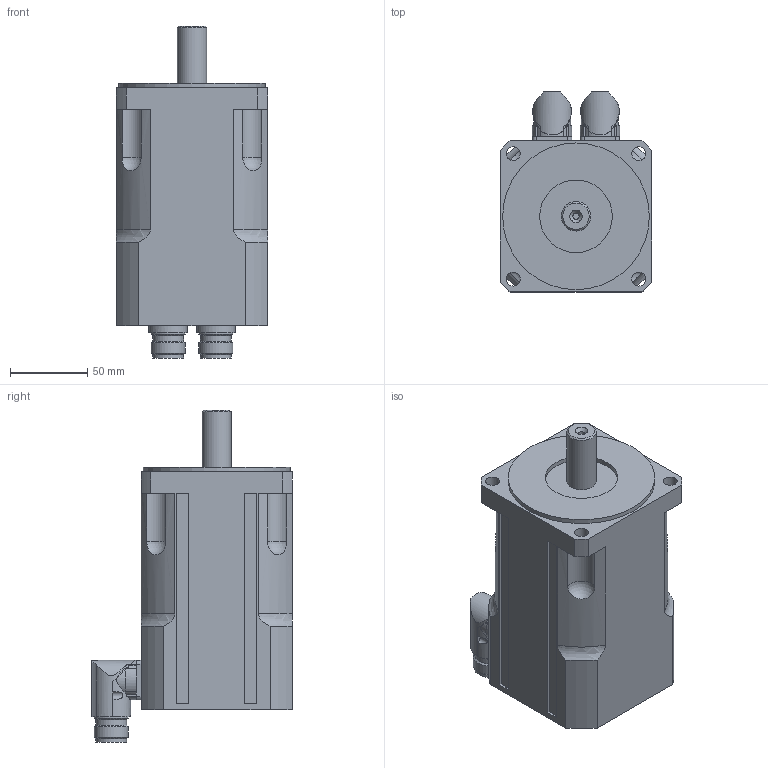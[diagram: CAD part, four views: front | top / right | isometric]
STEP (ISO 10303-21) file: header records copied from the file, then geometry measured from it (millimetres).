
FILE_DESCRIPTION((''),'2;1');
FILE_NAME('N4083 00 B Z_0510_S2.stp','2010-02-01T13:22:37',('oslejsek'),(''),'Autodesk Inventor 10','Autodesk Inventor 10','');
FILE_SCHEMA(('AUTOMOTIVE_DESIGN { 1 0 10303 214 1 1 1 1 }'));
Length unit declared in the file: millimetre
Products named in the file (3): N4083 00 B Z_0510_S2; N4083 00 B_0510; Konektor zahnuty neotocny
Assembly tree (3 placements, depth 2):
  N4083 00 B Z_0510_S2
    N4083 00 B_0510
    Konektor zahnuty neotocny  x2
Bounding box: 98 x 130 x 215 mm (x, y, z)
Volume: 1442240.8 mm3; surface area: 99583 mm2
Topology: 3 solids, 3 shells, 208 faces, 558 edges, 370 vertices
Faces by surface type: cylinder 104, plane 66, bspline 23, cone 7, sphere 4, torus 4
Full cylindrical faces by diameter (mm): 2.7 x8, 19 x1, 20 x6, 22 x4, 95 x1
Entity records: 5237 total; most frequent: CARTESIAN_POINT 1755, DIRECTION 711, ORIENTED_EDGE 684, EDGE_CURVE 342, AXIS2_PLACEMENT_3D 276, VERTEX_POINT 242, EDGE_LOOP 192, VECTOR 159
